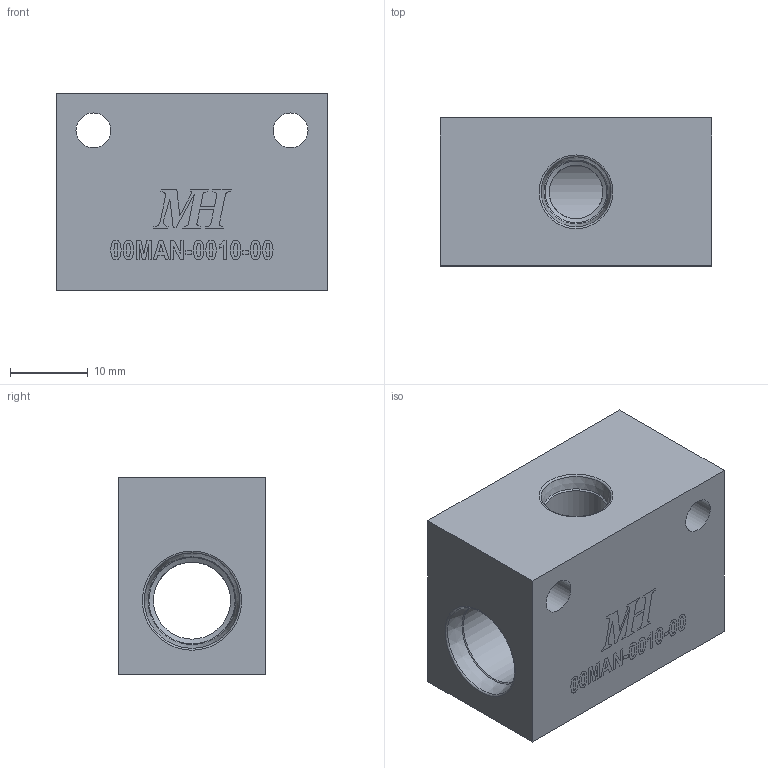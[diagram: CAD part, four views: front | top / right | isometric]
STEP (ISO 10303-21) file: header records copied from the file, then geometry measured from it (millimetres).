
FILE_DESCRIPTION(('STEP AP214'),'1');
FILE_NAME('00MAN-0010-00_A1 (High Pressure Manifold, Tee, SAE -4F x -4F x -2F).stp','2024-03-28T20:31:03',(' '),(' '),'Spatial InterOp 3D',' ',' ');
FILE_SCHEMA(('AUTOMOTIVE_DESIGN { 1 0 10303 214 1 1 1 1 }'));
Length unit declared in the file: inch
Products named in the file (1): 00MAN-0010-00$A1 (High Pressure Manifold, Tee, SAE -4F x -4F x -2F)
Bounding box: 34.92 x 19.05 x 25.4 mm (x, y, z)
Volume: 12506.5 mm3; surface area: 5711 mm2
Topology: 1 solids, 1 shells, 555 faces, 1584 edges, 1053 vertices
Faces by surface type: plane 516, cylinder 23, cone 13, torus 3
Full cylindrical faces by diameter (mm): 4.496 x2, 6.909 x1, 7.938 x1, 9.919 x1, 9.922 x2, 11.112 x2
Entity records: 22064 total; most frequent: CARTESIAN_POINT 3222, ORIENTED_EDGE 3102, DIRECTION 2710, EDGE_CURVE 1551, LINE 1488, VECTOR 1488, VERTEX_POINT 1043, AXIS2_PLACEMENT_3D 611
